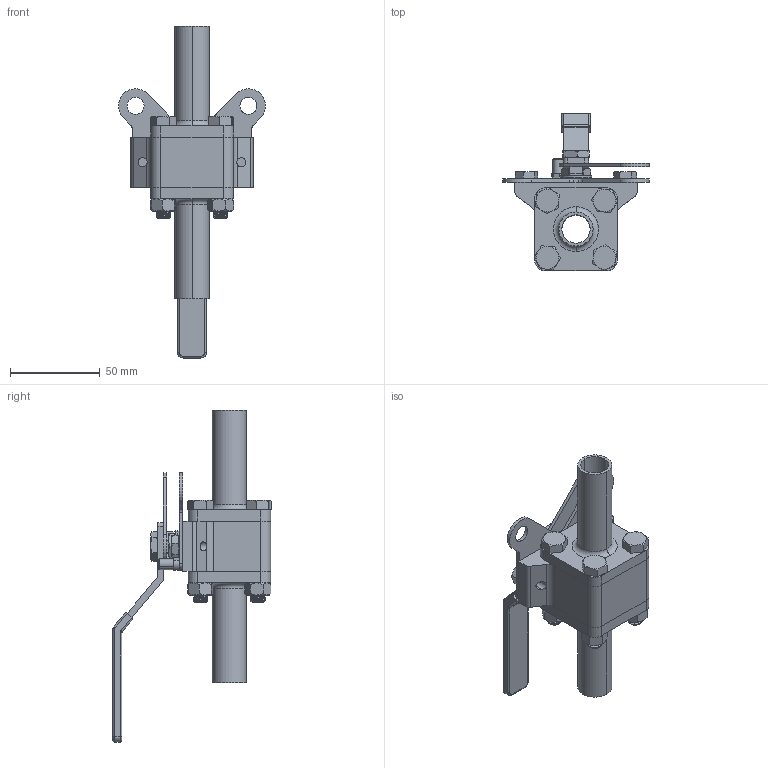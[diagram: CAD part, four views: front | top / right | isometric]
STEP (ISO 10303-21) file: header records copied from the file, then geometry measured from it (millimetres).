
FILE_DESCRIPTION (( 'STEP AP214' ), '1' );
FILE_NAME ('HP-DA-0075.STEP', '2018-12-07T19:22:54', ( '' ), ( '' ), 'SwSTEP 2.0', 'SolidWorks 2018', '' );
FILE_SCHEMA (( 'AUTOMOTIVE_DESIGN' ));
Length unit declared in the file: inch
Products named in the file (1): HP-DA-0075
Bounding box: 81.83 x 88.02 x 184.9 mm (x, y, z)
Surface area: 53238.5 mm2 (no closed solid volume)
Topology: 0 solids, 30 shells, 660 faces, 2148 edges, 1507 vertices
Faces by surface type: cylinder 375, plane 160, cone 101, bspline 12, torus 10, sphere 2
Entity records: 115122 total; most frequent: CARTESIAN_POINT 90079, ORIENTED_EDGE 3757, DIRECTION 2751, EDGE_CURVE 2146, VERTEX_POINT 1507, AXIS2_PLACEMENT_3D 1005, LINE 741, VECTOR 741
